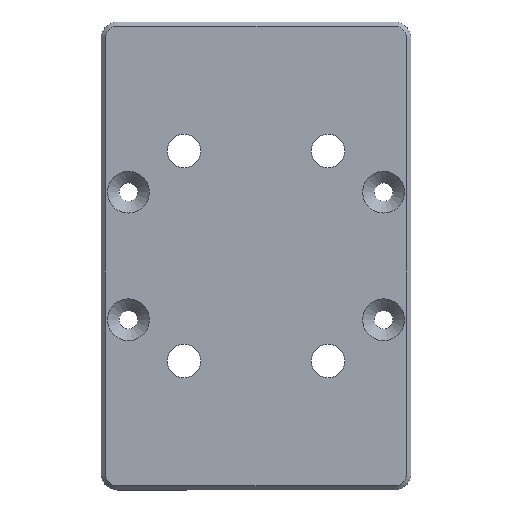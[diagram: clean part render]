
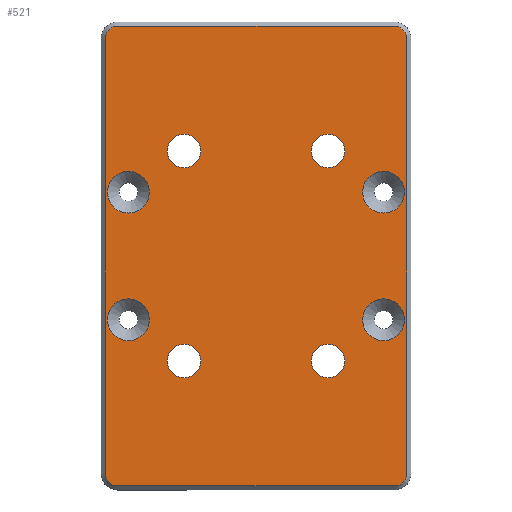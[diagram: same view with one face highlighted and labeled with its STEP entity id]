
A CAD part, top view. The second image highlights one B-rep face of the part: STEP entity #521.
In plain terms, the highlighted planar face has unit normal (0, 0, 1).
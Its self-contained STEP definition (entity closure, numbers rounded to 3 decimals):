
#15=FACE_BOUND('',#126,.T.);
#16=FACE_BOUND('',#127,.T.);
#17=FACE_BOUND('',#128,.T.);
#18=FACE_BOUND('',#129,.T.);
#19=FACE_BOUND('',#130,.T.);
#20=FACE_BOUND('',#131,.T.);
#21=FACE_BOUND('',#132,.T.);
#22=FACE_BOUND('',#133,.T.);
#44=CIRCLE('',#565,7.5);
#46=CIRCLE('',#569,7.5);
#48=CIRCLE('',#573,7.5);
#50=CIRCLE('',#577,7.5);
#53=CIRCLE('',#585,12.5);
#54=CIRCLE('',#586,12.5);
#55=CIRCLE('',#587,12.5);
#56=CIRCLE('',#588,12.5);
#57=CIRCLE('',#589,10.);
#58=CIRCLE('',#590,10.);
#59=CIRCLE('',#591,10.);
#60=CIRCLE('',#592,10.);
#95=FACE_OUTER_BOUND('',#125,.T.);
#125=EDGE_LOOP('',(#403,#404,#405,#406,#407,#408,#409,#410));
#126=EDGE_LOOP('',(#411));
#127=EDGE_LOOP('',(#412));
#128=EDGE_LOOP('',(#413));
#129=EDGE_LOOP('',(#414));
#130=EDGE_LOOP('',(#415));
#131=EDGE_LOOP('',(#416));
#132=EDGE_LOOP('',(#417));
#133=EDGE_LOOP('',(#418));
#160=LINE('',#796,#200);
#165=LINE('',#810,#205);
#169=LINE('',#822,#209);
#173=LINE('',#834,#213);
#200=VECTOR('',#629,10.);
#205=VECTOR('',#642,10.);
#209=VECTOR('',#654,10.);
#213=VECTOR('',#666,10.);
#240=VERTEX_POINT('',#793);
#241=VERTEX_POINT('',#795);
#244=VERTEX_POINT('',#803);
#246=VERTEX_POINT('',#808);
#248=VERTEX_POINT('',#815);
#250=VERTEX_POINT('',#820);
#252=VERTEX_POINT('',#827);
#254=VERTEX_POINT('',#832);
#260=VERTEX_POINT('',#858);
#261=VERTEX_POINT('',#860);
#262=VERTEX_POINT('',#862);
#263=VERTEX_POINT('',#864);
#264=VERTEX_POINT('',#866);
#265=VERTEX_POINT('',#868);
#266=VERTEX_POINT('',#870);
#267=VERTEX_POINT('',#872);
#284=EDGE_CURVE('',#240,#241,#160,.T.);
#289=EDGE_CURVE('',#244,#240,#44,.T.);
#291=EDGE_CURVE('',#246,#244,#165,.T.);
#295=EDGE_CURVE('',#248,#246,#46,.T.);
#297=EDGE_CURVE('',#250,#248,#169,.T.);
#301=EDGE_CURVE('',#252,#250,#48,.T.);
#303=EDGE_CURVE('',#254,#252,#173,.T.);
#306=EDGE_CURVE('',#241,#254,#50,.T.);
#316=EDGE_CURVE('',#260,#260,#53,.T.);
#317=EDGE_CURVE('',#261,#261,#54,.T.);
#318=EDGE_CURVE('',#262,#262,#55,.T.);
#319=EDGE_CURVE('',#263,#263,#56,.T.);
#320=EDGE_CURVE('',#264,#264,#57,.T.);
#321=EDGE_CURVE('',#265,#265,#58,.T.);
#322=EDGE_CURVE('',#266,#266,#59,.T.);
#323=EDGE_CURVE('',#267,#267,#60,.T.);
#403=ORIENTED_EDGE('',*,*,#284,.F.);
#404=ORIENTED_EDGE('',*,*,#289,.F.);
#405=ORIENTED_EDGE('',*,*,#291,.F.);
#406=ORIENTED_EDGE('',*,*,#295,.F.);
#407=ORIENTED_EDGE('',*,*,#297,.F.);
#408=ORIENTED_EDGE('',*,*,#301,.F.);
#409=ORIENTED_EDGE('',*,*,#303,.F.);
#410=ORIENTED_EDGE('',*,*,#306,.F.);
#411=ORIENTED_EDGE('',*,*,#316,.T.);
#412=ORIENTED_EDGE('',*,*,#317,.T.);
#413=ORIENTED_EDGE('',*,*,#318,.T.);
#414=ORIENTED_EDGE('',*,*,#319,.T.);
#415=ORIENTED_EDGE('',*,*,#320,.T.);
#416=ORIENTED_EDGE('',*,*,#321,.T.);
#417=ORIENTED_EDGE('',*,*,#322,.T.);
#418=ORIENTED_EDGE('',*,*,#323,.T.);
#505=PLANE('',#584);
#521=ADVANCED_FACE('',(#95,#15,#16,#17,#18,#19,#20,#21,#22),#505,.T.);
#565=AXIS2_PLACEMENT_3D('',#805,#637,#638);
#569=AXIS2_PLACEMENT_3D('',#817,#649,#650);
#573=AXIS2_PLACEMENT_3D('',#829,#661,#662);
#577=AXIS2_PLACEMENT_3D('',#838,#672,#673);
#584=AXIS2_PLACEMENT_3D('',#857,#693,#694);
#585=AXIS2_PLACEMENT_3D('',#859,#695,#696);
#586=AXIS2_PLACEMENT_3D('',#861,#697,#698);
#587=AXIS2_PLACEMENT_3D('',#863,#699,#700);
#588=AXIS2_PLACEMENT_3D('',#865,#701,#702);
#589=AXIS2_PLACEMENT_3D('',#867,#703,#704);
#590=AXIS2_PLACEMENT_3D('',#869,#705,#706);
#591=AXIS2_PLACEMENT_3D('',#871,#707,#708);
#592=AXIS2_PLACEMENT_3D('',#873,#709,#710);
#629=DIRECTION('',(1.,0.,0.));
#637=DIRECTION('center_axis',(0.,0.,-1.));
#638=DIRECTION('ref_axis',(-0.707,0.707,0.));
#642=DIRECTION('',(0.,1.,0.));
#649=DIRECTION('center_axis',(0.,0.,-1.));
#650=DIRECTION('ref_axis',(-0.707,-0.707,0.));
#654=DIRECTION('',(-1.,0.,0.));
#661=DIRECTION('center_axis',(0.,0.,-1.));
#662=DIRECTION('ref_axis',(0.707,-0.707,0.));
#666=DIRECTION('',(0.,-1.,0.));
#672=DIRECTION('center_axis',(0.,0.,-1.));
#673=DIRECTION('ref_axis',(0.707,0.707,0.));
#693=DIRECTION('center_axis',(0.,0.,1.));
#694=DIRECTION('ref_axis',(1.,0.,0.));
#695=DIRECTION('center_axis',(0.,0.,-1.));
#696=DIRECTION('ref_axis',(1.,0.,0.));
#697=DIRECTION('center_axis',(0.,0.,-1.));
#698=DIRECTION('ref_axis',(1.,0.,0.));
#699=DIRECTION('center_axis',(0.,0.,-1.));
#700=DIRECTION('ref_axis',(1.,0.,0.));
#701=DIRECTION('center_axis',(0.,0.,-1.));
#702=DIRECTION('ref_axis',(1.,0.,0.));
#703=DIRECTION('center_axis',(0.,0.,-1.));
#704=DIRECTION('ref_axis',(-1.,0.,0.));
#705=DIRECTION('center_axis',(0.,0.,-1.));
#706=DIRECTION('ref_axis',(-1.,0.,0.));
#707=DIRECTION('center_axis',(0.,0.,-1.));
#708=DIRECTION('ref_axis',(-1.,0.,0.));
#709=DIRECTION('center_axis',(0.,0.,-1.));
#710=DIRECTION('ref_axis',(-1.,0.,0.));
#793=CARTESIAN_POINT('',(-175.,276.9,9.525));
#795=CARTESIAN_POINT('',(-10.,276.9,9.525));
#796=CARTESIAN_POINT('',(-46.25,276.9,9.525));
#803=CARTESIAN_POINT('',(-182.5,269.4,9.525));
#805=CARTESIAN_POINT('Origin',(-175.,269.4,9.525));
#808=CARTESIAN_POINT('',(-182.5,10.,9.525));
#810=CARTESIAN_POINT('',(-182.5,209.55,9.525));
#815=CARTESIAN_POINT('',(-175.,2.5,9.525));
#817=CARTESIAN_POINT('Origin',(-175.,10.,9.525));
#820=CARTESIAN_POINT('',(-10.,2.5,9.525));
#822=CARTESIAN_POINT('',(-138.75,2.5,9.525));
#827=CARTESIAN_POINT('',(-2.5,10.,9.525));
#829=CARTESIAN_POINT('Origin',(-10.,10.,9.525));
#832=CARTESIAN_POINT('',(-2.5,269.4,9.525));
#834=CARTESIAN_POINT('',(-2.5,69.85,9.525));
#838=CARTESIAN_POINT('Origin',(-10.,269.4,9.525));
#857=CARTESIAN_POINT('Origin',(-92.5,139.7,9.525));
#858=CARTESIAN_POINT('',(-28.8,177.8,9.525));
#859=CARTESIAN_POINT('Origin',(-16.3,177.8,9.525));
#860=CARTESIAN_POINT('',(-28.8,101.6,9.525));
#861=CARTESIAN_POINT('Origin',(-16.3,101.6,9.525));
#862=CARTESIAN_POINT('',(-181.2,101.6,9.525));
#863=CARTESIAN_POINT('Origin',(-168.7,101.6,9.525));
#864=CARTESIAN_POINT('',(-181.2,177.8,9.525));
#865=CARTESIAN_POINT('Origin',(-168.7,177.8,9.525));
#866=CARTESIAN_POINT('',(-39.496,77.,9.525));
#867=CARTESIAN_POINT('Origin',(-49.496,77.,9.525));
#868=CARTESIAN_POINT('',(-125.504,202.4,9.525));
#869=CARTESIAN_POINT('Origin',(-135.504,202.4,9.525));
#870=CARTESIAN_POINT('',(-39.496,202.4,9.525));
#871=CARTESIAN_POINT('Origin',(-49.496,202.4,9.525));
#872=CARTESIAN_POINT('',(-125.504,77.,9.525));
#873=CARTESIAN_POINT('Origin',(-135.504,77.,9.525));
